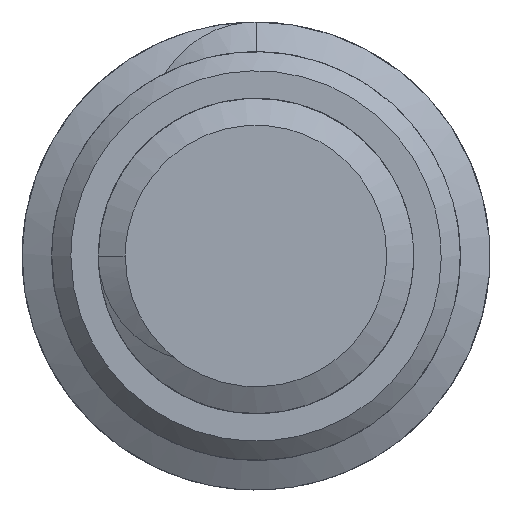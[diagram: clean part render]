
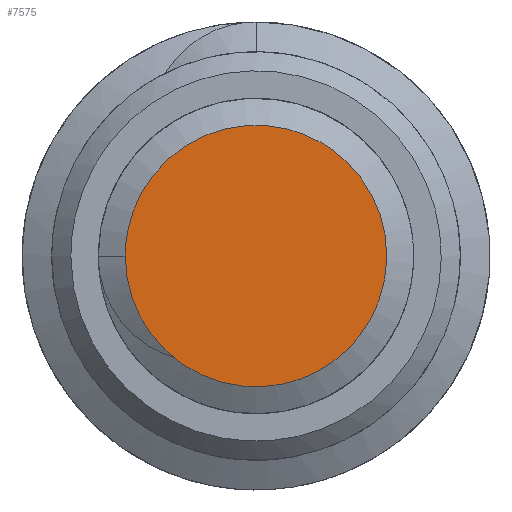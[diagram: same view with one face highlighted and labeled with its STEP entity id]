
A CAD part, left-side view. The second image highlights one B-rep face of the part: STEP entity #7575.
In plain terms, the highlighted free-form (B-spline) face has degree [1, 1] with [2, 2] control points.
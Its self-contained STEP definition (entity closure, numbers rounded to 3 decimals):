
#7556=CARTESIAN_POINT('',(18.,-7.443,6.526));
#7557=CARTESIAN_POINT('',(18.,-7.443,-6.526));
#7558=CARTESIAN_POINT('',(18.,5.608,6.526));
#7559=CARTESIAN_POINT('',(18.,5.608,-6.526));
#7560=B_SPLINE_SURFACE_WITH_KNOTS('',1,1,((#7556,#7557),(#7558,#7559)),.PLANE_SURF.,.F.,.F.,.U.,(2,2),(2,2),(0.,1.),(0.,1.),.UNSPECIFIED.);
#7561=CARTESIAN_POINT('',(18.,3.425,0.));
#7562=VERTEX_POINT('',#7561);
#7563=CARTESIAN_POINT('',(18.,3.425,0.));
#7564=CARTESIAN_POINT('',(18.,3.425,-5.932));
#7565=CARTESIAN_POINT('',(18.,-1.713,-2.966));
#7566=CARTESIAN_POINT('',(18.,-6.85,0.));
#7567=CARTESIAN_POINT('',(18.,-1.713,2.966));
#7568=CARTESIAN_POINT('',(18.,3.425,5.932));
#7569=CARTESIAN_POINT('',(18.,3.425,0.));
#7570=(BOUNDED_CURVE()B_SPLINE_CURVE(2,(#7563,#7564,#7565,#7566,#7567,#7568,#7569),.CIRCULAR_ARC.,.T.,.U.)B_SPLINE_CURVE_WITH_KNOTS((3,2,2,3),(0.,0.333,0.667,1.),.UNSPECIFIED.)CURVE()GEOMETRIC_REPRESENTATION_ITEM()RATIONAL_B_SPLINE_CURVE((1.,0.5,1.,0.5,1.,0.5,1.))REPRESENTATION_ITEM(''));
#7571=EDGE_CURVE('',#7562,#7562,#7570,.T.);
#7572=ORIENTED_EDGE('',*,*,#7571,.T.);
#7573=EDGE_LOOP('',(#7572));
#7574=FACE_OUTER_BOUND('',#7573,.T.);
#7575=ADVANCED_FACE('',(#7574),#7560,.T.);
